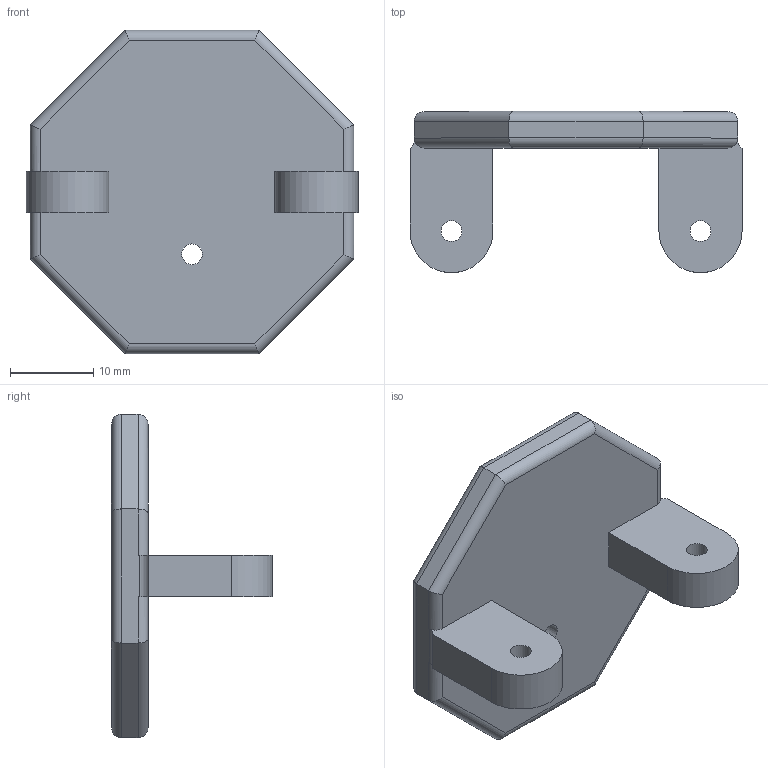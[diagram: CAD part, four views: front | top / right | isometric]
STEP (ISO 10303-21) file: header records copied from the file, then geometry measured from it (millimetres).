
FILE_DESCRIPTION(/* description */ (''),/* implementation_level */ '2;1');
FILE_NAME(/* name */ 'OV-PAM_small_top.stp',/* time_stamp */ '2023-07-24T16:25:00+09:00',/* author */ ('jsw'),/* organization */ (''),/* preprocessor_version */ 'ST-DEVELOPER v19.2',/* originating_system */ 'Autodesk Inventor 2024',/* authorisation */ '');
FILE_SCHEMA (('AUTOMOTIVE_DESIGN { 1 0 10303 214 3 1 1 }'));
Length unit declared in the file: millimetre
Products named in the file (1): OV-PAM_top_2
Bounding box: 40 x 19.4 x 38.99 mm (x, y, z)
Volume: 6021.5 mm3; surface area: 4065.4 mm2
Topology: 1 solids, 1 shells, 61 faces, 155 edges, 98 vertices
Faces by surface type: plane 36, cylinder 25
Full cylindrical faces by diameter (mm): 2.5 x3
Entity records: 1870 total; most frequent: CARTESIAN_POINT 315, DIRECTION 313, ORIENTED_EDGE 310, EDGE_CURVE 155, LINE 121, VECTOR 121, VERTEX_POINT 98, AXIS2_PLACEMENT_3D 96
